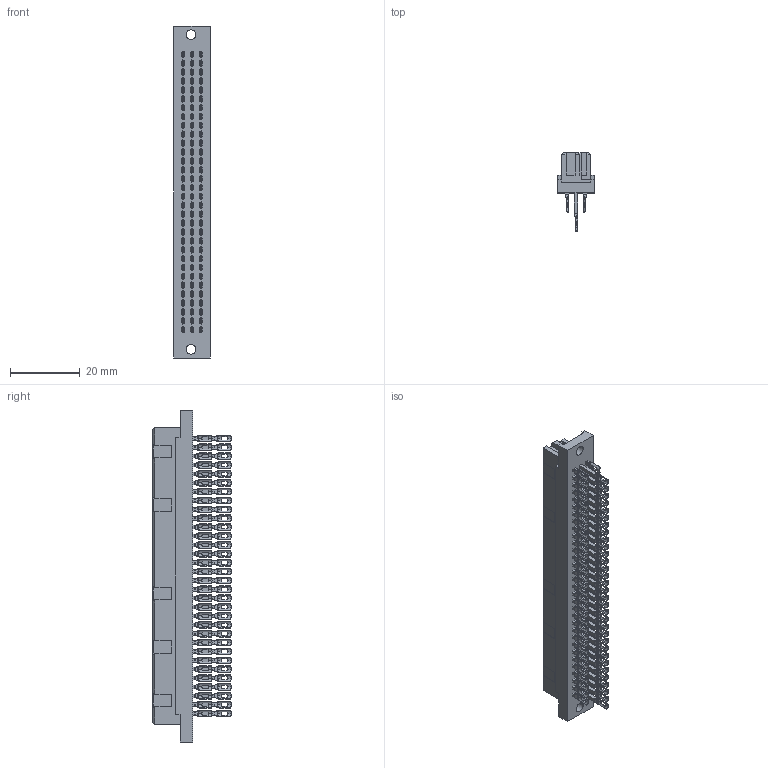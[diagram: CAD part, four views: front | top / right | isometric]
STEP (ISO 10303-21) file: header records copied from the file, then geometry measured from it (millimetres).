
FILE_DESCRIPTION(/* description */ (''),/* implementation_level */ '2;1');
FILE_NAME(/* name */ '100696070ugm000_c.stp',/* time_stamp */ '2019-04-23T14:37:39+02:00',/* author */ (''),/* organization */ (''),/* preprocessor_version */ 'ST-DEVELOPER v16.7',/* originating_system */ 'SIEMENS PLM Software NX 12.0',/* authorisation */ '');
FILE_SCHEMA (('AUTOMOTIVE_DESIGN { 1 0 10303 214 3 1 1 1 }'));
Products named in the file (1): 100696070ugm000_c
Bounding box: 10.5 x 22.45 x 95 mm (x, y, z)
Volume: 9497.8 mm3; surface area: 7466.4 mm2
Topology: 1 solids, 1 shells, 5770 faces, 15466 edges, 9217 vertices
Faces by surface type: bspline 2306, plane 1734, cylinder 1538, torus 192
Full cylindrical faces by diameter (mm): 2.8 x2
Entity records: 322951 total; most frequent: CARTESIAN_POINT 167530, ORIENTED_EDGE 29956, DIRECTION 15096, EDGE_CURVE 14978, VERTEX_POINT 9214, B_SPLINE_CURVE_WITH_KNOTS 7008, EDGE_LOOP 5966, PRESENTATION_STYLE_ASSIGNMENT 5770
